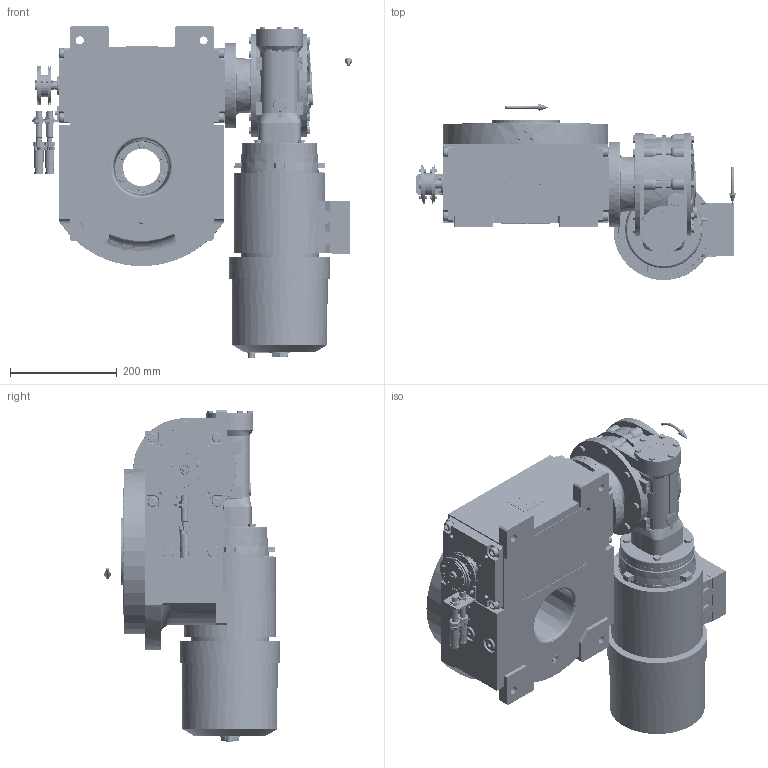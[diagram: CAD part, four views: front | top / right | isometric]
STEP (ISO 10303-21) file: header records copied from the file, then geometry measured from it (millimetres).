
FILE_DESCRIPTION (( 'STEP AP214' ), '1' );
FILE_NAME ('PC5200399.step', '2024-06-14T10:07:27', ( '' ), ( '' ), 'SwSTEP 2.0', 'SolidWorks 2020', '' );
FILE_SCHEMA (( 'AUTOMOTIVE_DESIGN' ));
Length unit declared in the file: millimetre
Products named in the file (96): AS_rig09_002_bl_008; CFN2203_02_002.stp; AS_cfn2476_01_002_60x46; cfn2155_01_196; cfn2000_01_161; rig09_016; cfn2000_01_081; rig09_017; AS_900_38_10_028; cfn2401_02_005; cfn2000_01_126; AS_cfn2400_04_024; cfn2107_01_001; freccia_angolare; AS_rig09_004; PC5200399; olio_agip_blasia_150; cfn2151_01_170; CFN2223_02_004.stp; rig09_004; 900_38_10_028; freccia_angolare_albero; cfn2000_01_099; RMI85_F3_SX_90B14; CFN2155_01_195.stp; rig09_003_8; cfn2151_01_167; CFN2010_01_020.stp; cfn2400_04_024; RIG09_021_AF0.stp; cfn2003_01_054; AS_rig09_017; cfn2155_01_095; CFN2356_03_053.stp; rig09_002_bl_008; AS_rig09_071_8_m; AS_900_38_30_003; cfn2070_05_009; RIG09_005_AF0.stp; BA90LB14 ...
Assembly tree (88 placements, depth 5):
  CFN2203_02_002.stp
  PC5200399
    rig09_001_a
    AS_cfn2476_01_002_60x46
      cfn2476_01_002_60x46
      cfn2107_01_001
      cfn2107_01_001
    AS_rig09_071_8_m
      rig09_071_8_m.stp
        RIG09_005_ASM.stp
          RIG09_005_AF0.stp
          RIG09_021_AF0.stp
          CFN2000_01_185.stp
          CFN2000_01_185.stp
          CFN2104_02_018.stp
        CFN2155_01_195.stp
        CFN2010_02_002.stp
      rig09_003_8
      cfn2000_01_099
      cfn2000_01_099
      cfn2000_01_099
      cfn2000_01_099
      cfn2000_01_099
      cfn2000_01_099
      cfn2000_01_099
      cfn2000_01_099
      cfn2104_01_018  x2
    AS_rig09_017
      rig09_017
      cfn2000_01_126
      cfn2000_01_126
      cfn2000_01_126
      cfn2000_01_126
      cfn2000_01_126
      cfn2000_01_126
      cfn2155_01_196
    AS_rig09_004
      rig09_004
      cfn2000_01_081
      cfn2155_01_095
      cfn2070_05_009
      cfn2000_01_081
      cfn2000_01_081
      cfn2000_01_081
    AS_rig09_004
      rig09_004
      cfn2000_01_081
      cfn2155_01_095
      cfn2070_05_009
      cfn2000_01_081
      cfn2000_01_081
      cfn2000_01_081
    AS_rig09_002_bl_008
      rig09_002_bl_008
      cfn2115_02_145
    rig09_010_s_001
    cfn2128_04_002  x3
    cfn2128_19_002
    AS_rig09_016
      rig09_016
Bounding box: 599.5 x 329.95 x 622.17 mm (x, y, z)
Volume: 18217257.2 mm3; surface area: 1960098.2 mm2
Topology: 76 solids, 77 shells, 5824 faces, 14735 edges, 9371 vertices
Faces by surface type: plane 2748, cylinder 1862, cone 953, torus 222, bspline 35, sphere 4
Entity records: 166609 total; most frequent: CARTESIAN_POINT 49204, ORIENTED_EDGE 23506, DIRECTION 23182, EDGE_CURVE 11753, AXIS2_PLACEMENT_3D 8469, VERTEX_POINT 7545, LINE 6244, VECTOR 6244
